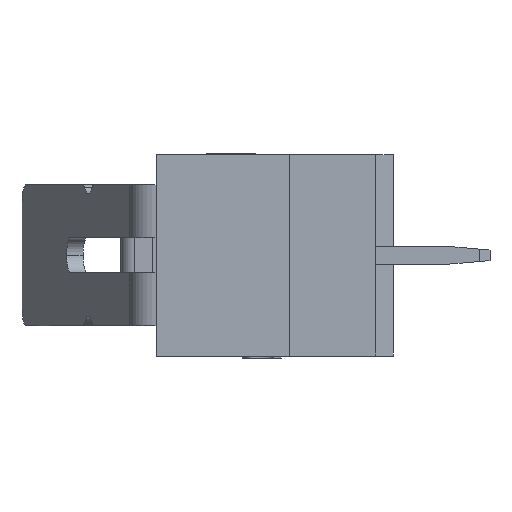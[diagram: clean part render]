
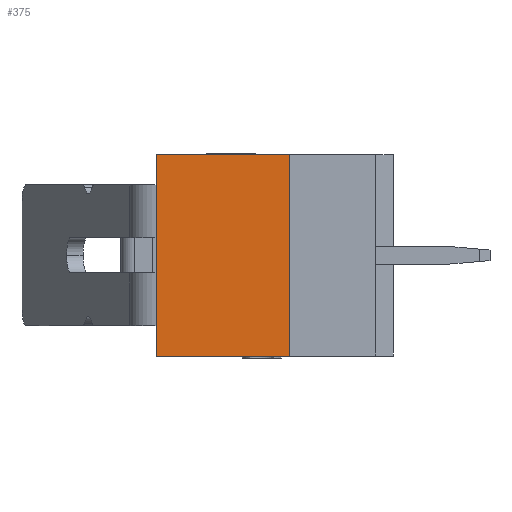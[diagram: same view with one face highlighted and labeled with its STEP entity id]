
A CAD part, left-side view. The second image highlights one B-rep face of the part: STEP entity #375.
In plain terms, the highlighted planar face has unit normal (-1, 0, 0).
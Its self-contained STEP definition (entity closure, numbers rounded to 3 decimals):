
#375 = ADVANCED_FACE ( 'NONE', ( #9818 ), #1306, .F. ) ;
#1306 = PLANE ( 'NONE',  #11255 ) ;
#1718 = ORIENTED_EDGE ( 'NONE', *, *, #8121, .T. ) ;
#1729 = VECTOR ( 'NONE', #10532, 1000. ) ;
#1756 = CARTESIAN_POINT ( 'NONE',  ( -6.5, 3.375, 0. ) ) ;
#1897 = CARTESIAN_POINT ( 'NONE',  ( -6.5, 3.375, 5.75 ) ) ;
#1910 = ORIENTED_EDGE ( 'NONE', *, *, #4379, .T. ) ;
#2010 = DIRECTION ( 'NONE',  ( 0., 0., -1. ) ) ;
#2327 = CARTESIAN_POINT ( 'NONE',  ( -6.5, 3.375, 5.75 ) ) ;
#2521 = EDGE_CURVE ( 'NONE', #4382, #8700, #9764, .T. ) ;
#2921 = VERTEX_POINT ( 'NONE', #11933 ) ;
#3250 = VERTEX_POINT ( 'NONE', #8930 ) ;
#3317 = CARTESIAN_POINT ( 'NONE',  ( -6.5, 3.375, 0. ) ) ;
#4379 = EDGE_CURVE ( 'NONE', #8700, #3250, #8166, .T. ) ;
#4382 = VERTEX_POINT ( 'NONE', #2327 ) ;
#4554 = EDGE_CURVE ( 'NONE', #4382, #2921, #4875, .T. ) ;
#4556 = ORIENTED_EDGE ( 'NONE', *, *, #4554, .F. ) ;
#4875 = LINE ( 'NONE', #1897, #1729 ) ;
#5096 = DIRECTION ( 'NONE',  ( 0., 1., 0. ) ) ;
#5951 = LINE ( 'NONE', #6878, #11327 ) ;
#6095 = CARTESIAN_POINT ( 'NONE',  ( -6.5, 3.375, 5.75 ) ) ;
#6301 = VECTOR ( 'NONE', #10039, 1000. ) ;
#6722 = EDGE_LOOP ( 'NONE', ( #1910, #1718, #4556, #8865 ) ) ;
#6878 = CARTESIAN_POINT ( 'NONE',  ( -6.5, -0.415, 5.74 ) ) ;
#7784 = CARTESIAN_POINT ( 'NONE',  ( -6.5, 3.375, 5.75 ) ) ;
#8121 = EDGE_CURVE ( 'NONE', #3250, #2921, #5951, .T. ) ;
#8166 = LINE ( 'NONE', #3317, #6301 ) ;
#8700 = VERTEX_POINT ( 'NONE', #1756 ) ;
#8771 = VECTOR ( 'NONE', #2010, 1000. ) ;
#8865 = ORIENTED_EDGE ( 'NONE', *, *, #2521, .T. ) ;
#8883 = DIRECTION ( 'NONE',  ( 1., 0., 0. ) ) ;
#8930 = CARTESIAN_POINT ( 'NONE',  ( -6.5, -0.415, 0. ) ) ;
#9764 = LINE ( 'NONE', #7784, #8771 ) ;
#9818 = FACE_OUTER_BOUND ( 'NONE', #6722, .T. ) ;
#10039 = DIRECTION ( 'NONE',  ( 0., -1., 0. ) ) ;
#10532 = DIRECTION ( 'NONE',  ( 0., -1., 0. ) ) ;
#11255 = AXIS2_PLACEMENT_3D ( 'NONE', #6095, #8883, #5096 ) ;
#11327 = VECTOR ( 'NONE', #11656, 1000. ) ;
#11656 = DIRECTION ( 'NONE',  ( 0., 0., 1. ) ) ;
#11933 = CARTESIAN_POINT ( 'NONE',  ( -6.5, -0.415, 5.75 ) ) ;
